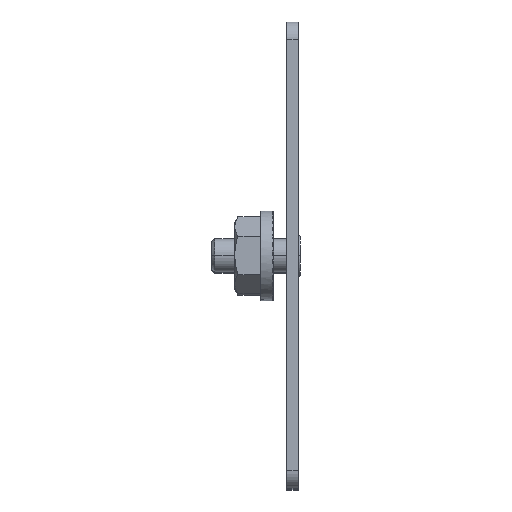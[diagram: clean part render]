
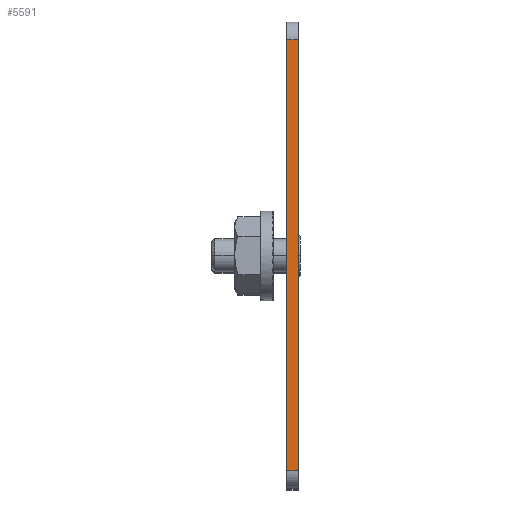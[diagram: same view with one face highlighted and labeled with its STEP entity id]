
A CAD part, top view. The second image highlights one B-rep face of the part: STEP entity #5591.
In plain terms, the highlighted planar face has unit normal (0, 0, 1).
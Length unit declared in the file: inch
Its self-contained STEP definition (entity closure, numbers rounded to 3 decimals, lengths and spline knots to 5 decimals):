
#1000 = ORIENTED_EDGE ( 'NONE', *, *, #6797, .T. ) ;
#1221 = CARTESIAN_POINT ( 'NONE',  ( 0., 0., 0. ) ) ;
#1251 = DIRECTION ( 'NONE',  ( 0., -1., 0. ) ) ;
#1307 = VERTEX_POINT ( 'NONE', #7773 ) ;
#1587 = EDGE_CURVE ( 'NONE', #2197, #1307, #3333, .T. ) ;
#1800 = VECTOR ( 'NONE', #8969, 39.37008 ) ;
#2012 = EDGE_CURVE ( 'NONE', #2249, #2197, #6741, .T. ) ;
#2183 = CARTESIAN_POINT ( 'NONE',  ( 0.0635, 1.315, 0. ) ) ;
#2197 = VERTEX_POINT ( 'NONE', #4497 ) ;
#2249 = VERTEX_POINT ( 'NONE', #6577 ) ;
#2565 = LINE ( 'NONE', #9573, #10131 ) ;
#3333 = LINE ( 'NONE', #8271, #4575 ) ;
#3642 = EDGE_CURVE ( 'NONE', #2249, #7914, #8364, .T. ) ;
#4497 = CARTESIAN_POINT ( 'NONE',  ( 0.0635, 0.1, 0. ) ) ;
#4575 = VECTOR ( 'NONE', #9107, 39.37008 ) ;
#4959 = AXIS2_PLACEMENT_3D ( 'NONE', #1221, #8140, #1251 ) ;
#5045 = ORIENTED_EDGE ( 'NONE', *, *, #3642, .T. ) ;
#5591 = ADVANCED_FACE ( 'NONE', ( #10646 ), #9060, .T. ) ;
#5592 = VECTOR ( 'NONE', #8284, 39.37008 ) ;
#6518 = DIRECTION ( 'NONE',  ( 0., -1., 0. ) ) ;
#6577 = CARTESIAN_POINT ( 'NONE',  ( 0.0635, 2.53, 0. ) ) ;
#6741 = LINE ( 'NONE', #2183, #1800 ) ;
#6797 = EDGE_CURVE ( 'NONE', #7914, #1307, #2565, .T. ) ;
#7719 = ORIENTED_EDGE ( 'NONE', *, *, #2012, .F. ) ;
#7773 = CARTESIAN_POINT ( 'NONE',  ( 0., 0.1, 0. ) ) ;
#7914 = VERTEX_POINT ( 'NONE', #11609 ) ;
#8140 = DIRECTION ( 'NONE',  ( 0., 0., 1. ) ) ;
#8271 = CARTESIAN_POINT ( 'NONE',  ( 0., 0.1, 0. ) ) ;
#8284 = DIRECTION ( 'NONE',  ( -1., 0., 0. ) ) ;
#8364 = LINE ( 'NONE', #10521, #5592 ) ;
#8969 = DIRECTION ( 'NONE',  ( 0., -1., 0. ) ) ;
#9060 = PLANE ( 'NONE',  #4959 ) ;
#9107 = DIRECTION ( 'NONE',  ( -1., 0., 0. ) ) ;
#9342 = EDGE_LOOP ( 'NONE', ( #12727, #7719, #5045, #1000 ) ) ;
#9573 = CARTESIAN_POINT ( 'NONE',  ( 0., 0., 0. ) ) ;
#10131 = VECTOR ( 'NONE', #6518, 39.37008 ) ;
#10521 = CARTESIAN_POINT ( 'NONE',  ( 0., 2.53, 0. ) ) ;
#10646 = FACE_OUTER_BOUND ( 'NONE', #9342, .T. ) ;
#11609 = CARTESIAN_POINT ( 'NONE',  ( 0., 2.53, 0. ) ) ;
#12727 = ORIENTED_EDGE ( 'NONE', *, *, #1587, .F. ) ;
